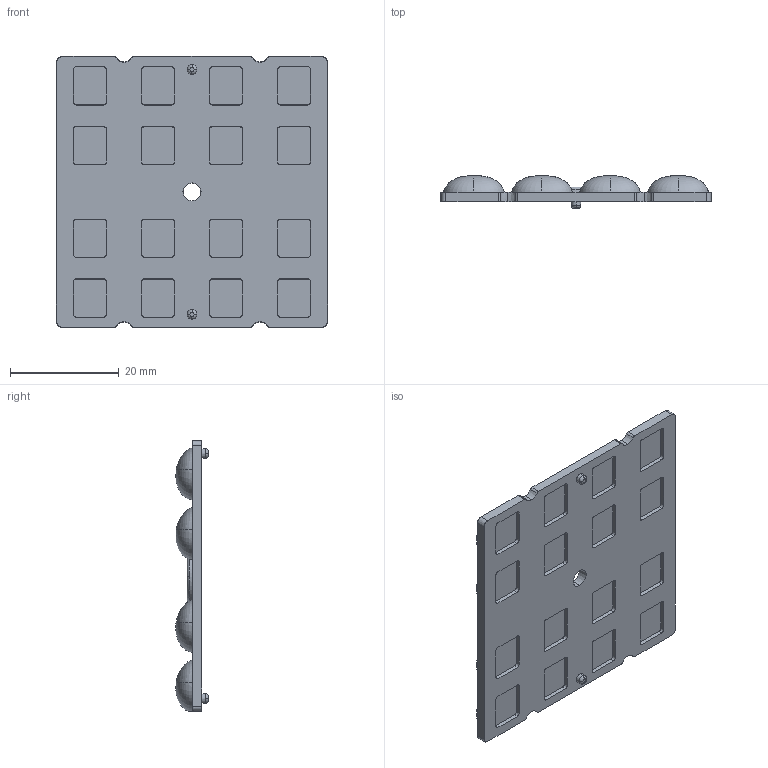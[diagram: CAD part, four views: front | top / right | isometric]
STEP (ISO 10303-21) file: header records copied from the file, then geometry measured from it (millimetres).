
FILE_DESCRIPTION (( 'STEP AP203' ), '1' );
FILE_NAME ('L207-162_LD5050-16C1-T3M-KH.stp', '2022-07-08T03:26:49', ( 'Windows 蚚誧' ), ( '' ), 'SwSTEP 2.0', 'SolidWorks 2019', '' );
FILE_SCHEMA (( 'CONFIG_CONTROL_DESIGN' ));
Products named in the file (1): L207-162_LD5050-16C1-T3M-KH
Bounding box: 49.8 x 5.99 x 49.82 mm (x, y, z)
Volume: 6513.4 mm3; surface area: 6232.2 mm2
Topology: 1 solids, 1 shells, 639 faces, 1807 edges, 1172 vertices
Faces by surface type: plane 484, cone 93, bspline 50, torus 8, cylinder 4
Entity records: 33866 total; most frequent: CARTESIAN_POINT 17641, ORIENTED_EDGE 3518, DIRECTION 3043, EDGE_CURVE 1759, LINE 1427, VECTOR 1427, VERTEX_POINT 1172, AXIS2_PLACEMENT_3D 808
